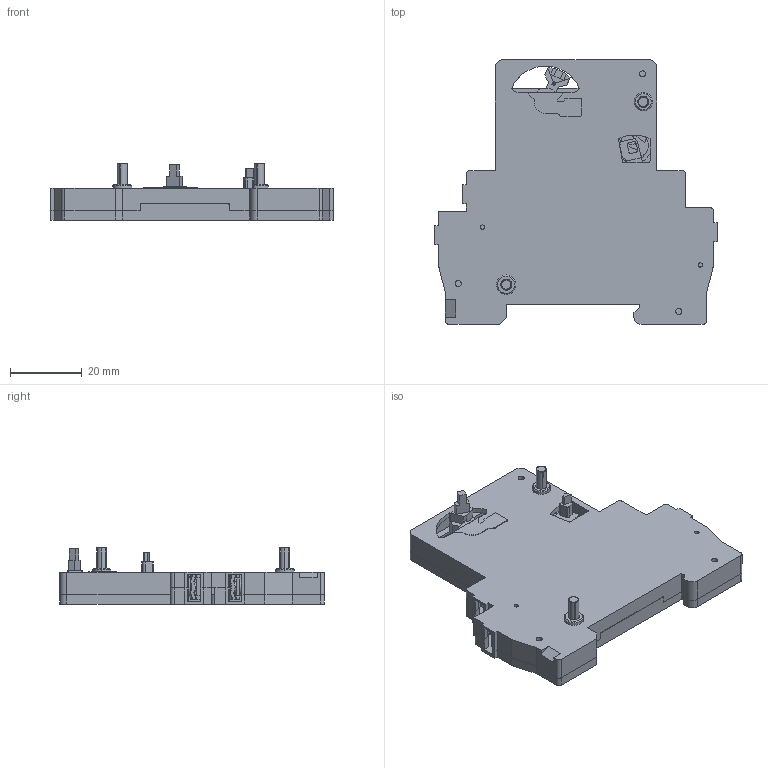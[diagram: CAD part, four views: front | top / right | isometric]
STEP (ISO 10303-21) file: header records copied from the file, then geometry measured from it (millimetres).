
FILE_DESCRIPTION(/* description */ (''),/* implementation_level */ '2;1');
FILE_NAME(/* name */ '3d_P2X1011-P2X1311.stp',/* time_stamp */ '2023-07-14T08:19:18+02:00',/* author */ (''),/* organization */ (''),/* preprocessor_version */ 'ST-DEVELOPER v16.7',/* originating_system */ 'SIEMENS PLM Software NX 12.0',/* authorisation */ '');
FILE_SCHEMA (('AUTOMOTIVE_DESIGN { 1 0 10303 214 3 1 1 1 }'));
Length unit declared in the file: millimetre
Products named in the file (1): 3d_P2X1011-P2X1311
Bounding box: 79 x 74 x 15.9 mm (x, y, z)
Surface area: 18036.6 mm2 (no closed solid volume)
Topology: 0 solids, 42 shells, 629 faces, 2250 edges, 1649 vertices
Faces by surface type: plane 349, cylinder 156, bspline 81, torus 18, cone 14, sphere 11
Entity records: 30652 total; most frequent: CARTESIAN_POINT 11729, DIRECTION 3712, ORIENTED_EDGE 3466, EDGE_CURVE 2238, VERTEX_POINT 1644, LINE 1378, VECTOR 1378, AXIS2_PLACEMENT_3D 1167
